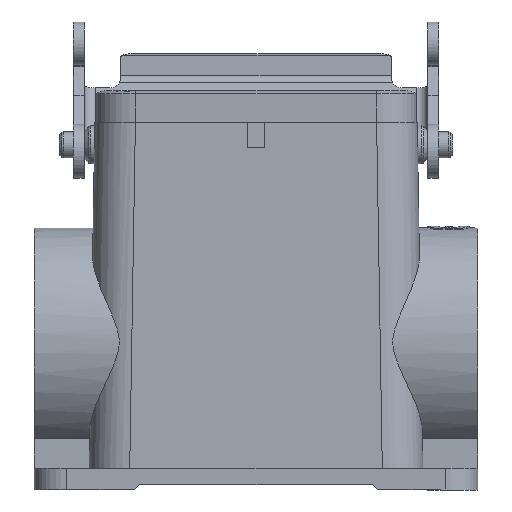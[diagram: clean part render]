
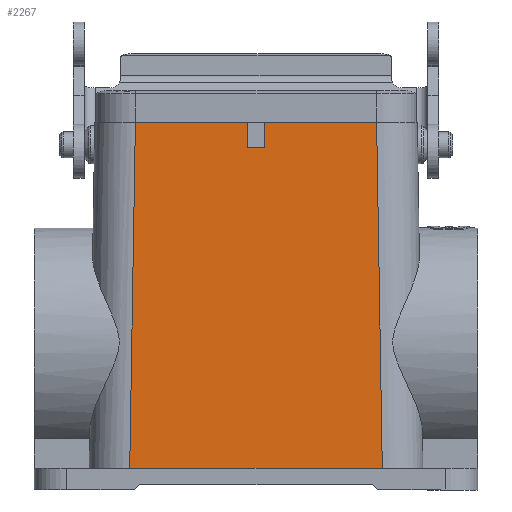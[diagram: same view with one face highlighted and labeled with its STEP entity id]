
A CAD part, front view. The second image highlights one B-rep face of the part: STEP entity #2267.
In plain terms, the highlighted planar face has unit normal (0, -1, 0.009).
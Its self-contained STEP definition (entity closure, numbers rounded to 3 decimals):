
#190=CARTESIAN_POINT('',(1.6,-21.5,5.7));
#191=VERTEX_POINT('',#190);
#198=CARTESIAN_POINT('',(22.3,-21.5,5.7));
#199=VERTEX_POINT('',#198);
#200=CARTESIAN_POINT('',(1.6,-21.5,5.7));
#201=DIRECTION('',(1.0,0.0,0.0));
#202=VECTOR('',#201,20.7);
#203=LINE('',#200,#202);
#204=EDGE_CURVE('',#191,#199,#203,.T.);
#257=CARTESIAN_POINT('',(-22.3,-21.5,5.7));
#258=VERTEX_POINT('',#257);
#266=CARTESIAN_POINT('',(-1.6,-21.5,5.7));
#267=VERTEX_POINT('',#266);
#268=CARTESIAN_POINT('',(-22.3,-21.5,5.7));
#269=DIRECTION('',(1.0,0.0,0.0));
#270=VECTOR('',#269,20.7);
#271=LINE('',#268,#270);
#272=EDGE_CURVE('',#258,#267,#271,.T.);
#297=CARTESIAN_POINT('',(-1.6,-21.542,1.012));
#298=VERTEX_POINT('',#297);
#299=CARTESIAN_POINT('',(-1.6,-21.5,5.7));
#300=DIRECTION('',(0.0,-0.009,-1.));
#301=VECTOR('',#300,4.689);
#302=LINE('',#299,#301);
#303=EDGE_CURVE('',#267,#298,#302,.T.);
#359=CARTESIAN_POINT('',(1.6,-21.542,1.012));
#360=VERTEX_POINT('',#359);
#367=CARTESIAN_POINT('',(1.6,-21.542,1.012));
#368=DIRECTION('',(0.,0.009,1.));
#369=VECTOR('',#368,4.689);
#370=LINE('',#367,#369);
#371=EDGE_CURVE('',#360,#191,#370,.T.);
#2087=CARTESIAN_POINT('',(23.35,-22.075,-58.25));
#2088=VERTEX_POINT('',#2087);
#2096=CARTESIAN_POINT('',(-23.35,-22.075,-58.25));
#2097=VERTEX_POINT('',#2096);
#2098=CARTESIAN_POINT('',(-23.35,-22.075,-58.25));
#2099=DIRECTION('',(1.0,0.0,0.0));
#2100=VECTOR('',#2099,46.7);
#2101=LINE('',#2098,#2100);
#2102=EDGE_CURVE('',#2097,#2088,#2101,.T.);
#2237=CARTESIAN_POINT('',(0.0,-22.075,-58.25));
#2238=DIRECTION('',(0.0,-1.,0.009));
#2239=DIRECTION('',(0.0,-0.009,-1.));
#2240=AXIS2_PLACEMENT_3D('',#2237,#2238,#2239);
#2241=PLANE('',#2240);
#2242=ORIENTED_EDGE('',*,*,#303,.F.);
#2243=ORIENTED_EDGE('',*,*,#272,.F.);
#2244=CARTESIAN_POINT('',(-22.3,-21.5,5.7));
#2245=DIRECTION('',(-0.016,-0.009,-1.));
#2246=VECTOR('',#2245,63.961);
#2247=LINE('',#2244,#2246);
#2248=EDGE_CURVE('',#258,#2097,#2247,.T.);
#2249=ORIENTED_EDGE('',*,*,#2248,.T.);
#2250=ORIENTED_EDGE('',*,*,#2102,.T.);
#2251=CARTESIAN_POINT('',(23.35,-22.075,-58.25));
#2252=DIRECTION('',(-0.016,0.009,1.));
#2253=VECTOR('',#2252,63.961);
#2254=LINE('',#2251,#2253);
#2255=EDGE_CURVE('',#2088,#199,#2254,.T.);
#2256=ORIENTED_EDGE('',*,*,#2255,.T.);
#2257=ORIENTED_EDGE('',*,*,#204,.F.);
#2258=ORIENTED_EDGE('',*,*,#371,.F.);
#2259=CARTESIAN_POINT('',(-1.6,-21.542,1.012));
#2260=DIRECTION('',(1.0,0.0,0.0));
#2261=VECTOR('',#2260,3.2);
#2262=LINE('',#2259,#2261);
#2263=EDGE_CURVE('',#298,#360,#2262,.T.);
#2264=ORIENTED_EDGE('',*,*,#2263,.F.);
#2265=EDGE_LOOP('',(#2242,#2243,#2249,#2250,#2256,#2257,#2258,#2264));
#2266=FACE_OUTER_BOUND('',#2265,.T.);
#2267=ADVANCED_FACE('',(#2266),#2241,.T.);
